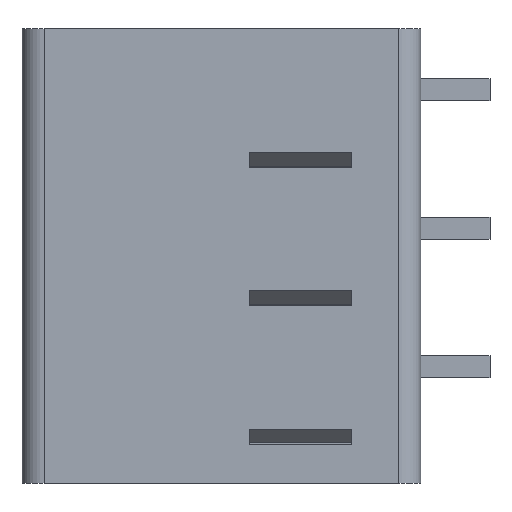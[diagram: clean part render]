
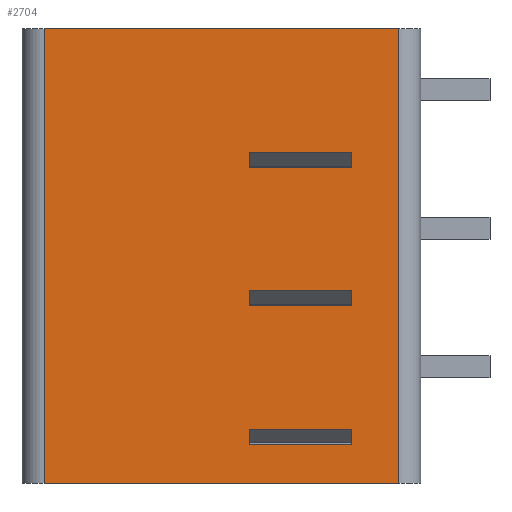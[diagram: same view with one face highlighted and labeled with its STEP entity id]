
A CAD part, left-side view. The second image highlights one B-rep face of the part: STEP entity #2704.
In plain terms, the highlighted planar face has unit normal (-1, 0, 0).
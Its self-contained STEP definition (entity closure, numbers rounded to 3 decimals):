
#22=DIRECTION('',(0.,-1.,0.));
#23=VECTOR('',#22,12.8);
#24=CARTESIAN_POINT('',(-6.75,6.4,-13.9));
#25=LINE('',#24,#23);
#437=DIRECTION('',(0.,0.,-1.));
#438=VECTOR('',#437,16.4);
#439=CARTESIAN_POINT('',(-6.75,6.4,2.5));
#440=LINE('',#439,#438);
#441=DIRECTION('',(0.,0.,-1.));
#442=VECTOR('',#441,16.4);
#443=CARTESIAN_POINT('',(-6.75,-6.4,2.5));
#444=LINE('',#443,#442);
#445=DIRECTION('',(0.,0.,-1.));
#446=VECTOR('',#445,0.55);
#447=CARTESIAN_POINT('',(-6.75,-1.,-1.95));
#448=LINE('',#447,#446);
#449=DIRECTION('',(0.,1.,0.));
#450=VECTOR('',#449,3.7);
#451=CARTESIAN_POINT('',(-6.75,-4.7,-2.5));
#452=LINE('',#451,#450);
#453=DIRECTION('',(0.,0.,-1.));
#454=VECTOR('',#453,0.55);
#455=CARTESIAN_POINT('',(-6.75,-4.7,-1.95));
#456=LINE('',#455,#454);
#457=DIRECTION('',(0.,1.,0.));
#458=VECTOR('',#457,3.7);
#459=CARTESIAN_POINT('',(-6.75,-4.7,-1.95));
#460=LINE('',#459,#458);
#461=DIRECTION('',(0.,0.,1.));
#462=VECTOR('',#461,0.55);
#463=CARTESIAN_POINT('',(-6.75,-1.,-7.5));
#464=LINE('',#463,#462);
#465=DIRECTION('',(0.,1.,0.));
#466=VECTOR('',#465,3.7);
#467=CARTESIAN_POINT('',(-6.75,-4.7,-7.5));
#468=LINE('',#467,#466);
#469=DIRECTION('',(0.,0.,1.));
#470=VECTOR('',#469,0.55);
#471=CARTESIAN_POINT('',(-6.75,-4.7,-7.5));
#472=LINE('',#471,#470);
#473=DIRECTION('',(0.,1.,0.));
#474=VECTOR('',#473,3.7);
#475=CARTESIAN_POINT('',(-6.75,-4.7,-6.95));
#476=LINE('',#475,#474);
#477=DIRECTION('',(0.,0.,1.));
#478=VECTOR('',#477,0.55);
#479=CARTESIAN_POINT('',(-6.75,-1.,-12.5));
#480=LINE('',#479,#478);
#481=DIRECTION('',(0.,1.,0.));
#482=VECTOR('',#481,3.7);
#483=CARTESIAN_POINT('',(-6.75,-4.7,-12.5));
#484=LINE('',#483,#482);
#485=DIRECTION('',(0.,0.,1.));
#486=VECTOR('',#485,0.55);
#487=CARTESIAN_POINT('',(-6.75,-4.7,-12.5));
#488=LINE('',#487,#486);
#489=DIRECTION('',(0.,1.,0.));
#490=VECTOR('',#489,3.7);
#491=CARTESIAN_POINT('',(-6.75,-4.7,-11.95));
#492=LINE('',#491,#490);
#525=DIRECTION('',(0.,-1.,0.));
#526=VECTOR('',#525,12.8);
#527=CARTESIAN_POINT('',(-6.75,6.4,2.5));
#528=LINE('',#527,#526);
#1879=CARTESIAN_POINT('',(-6.75,6.4,-13.9));
#1881=VERTEX_POINT('',#1879);
#1885=CARTESIAN_POINT('',(-6.75,6.4,2.5));
#1886=VERTEX_POINT('',#1885);
#1896=CARTESIAN_POINT('',(-6.75,-6.4,-13.9));
#1898=VERTEX_POINT('',#1896);
#1899=CARTESIAN_POINT('',(-6.75,-6.4,2.5));
#1900=VERTEX_POINT('',#1899);
#2005=CARTESIAN_POINT('',(-6.75,-1.,-1.95));
#2006=CARTESIAN_POINT('',(-6.75,-1.,-2.5));
#2007=VERTEX_POINT('',#2005);
#2008=VERTEX_POINT('',#2006);
#2009=CARTESIAN_POINT('',(-6.75,-4.7,-1.95));
#2010=CARTESIAN_POINT('',(-6.75,-4.7,-2.5));
#2011=VERTEX_POINT('',#2009);
#2012=VERTEX_POINT('',#2010);
#2091=CARTESIAN_POINT('',(-6.75,-1.,-7.5));
#2092=CARTESIAN_POINT('',(-6.75,-1.,-6.95));
#2093=VERTEX_POINT('',#2091);
#2094=VERTEX_POINT('',#2092);
#2095=CARTESIAN_POINT('',(-6.75,-4.7,-7.5));
#2096=CARTESIAN_POINT('',(-6.75,-4.7,-6.95));
#2097=VERTEX_POINT('',#2095);
#2098=VERTEX_POINT('',#2096);
#2165=CARTESIAN_POINT('',(-6.75,-1.,-12.5));
#2166=CARTESIAN_POINT('',(-6.75,-1.,-11.95));
#2167=VERTEX_POINT('',#2165);
#2168=VERTEX_POINT('',#2166);
#2169=CARTESIAN_POINT('',(-6.75,-4.7,-12.5));
#2170=CARTESIAN_POINT('',(-6.75,-4.7,-11.95));
#2171=VERTEX_POINT('',#2169);
#2172=VERTEX_POINT('',#2170);
#2662=CARTESIAN_POINT('',(-6.75,7.2,-13.9));
#2663=DIRECTION('',(-1.,0.,0.));
#2664=DIRECTION('',(0.,-1.,0.));
#2665=AXIS2_PLACEMENT_3D('',#2662,#2663,#2664);
#2666=PLANE('',#2665);
#2667=ORIENTED_EDGE('',*,*,#2381,.F.);
#2669=ORIENTED_EDGE('',*,*,#2668,.T.);
#2670=ORIENTED_EDGE('',*,*,#2654,.T.);
#2671=ORIENTED_EDGE('',*,*,#2354,.F.);
#2672=EDGE_LOOP('',(#2667,#2669,#2670,#2671));
#2673=FACE_OUTER_BOUND('',#2672,.F.);
#2675=ORIENTED_EDGE('',*,*,#2674,.T.);
#2677=ORIENTED_EDGE('',*,*,#2676,.F.);
#2679=ORIENTED_EDGE('',*,*,#2678,.F.);
#2681=ORIENTED_EDGE('',*,*,#2680,.T.);
#2682=EDGE_LOOP('',(#2675,#2677,#2679,#2681));
#2683=FACE_BOUND('',#2682,.F.);
#2685=ORIENTED_EDGE('',*,*,#2684,.F.);
#2687=ORIENTED_EDGE('',*,*,#2686,.F.);
#2689=ORIENTED_EDGE('',*,*,#2688,.T.);
#2691=ORIENTED_EDGE('',*,*,#2690,.T.);
#2692=EDGE_LOOP('',(#2685,#2687,#2689,#2691));
#2693=FACE_BOUND('',#2692,.F.);
#2695=ORIENTED_EDGE('',*,*,#2694,.F.);
#2697=ORIENTED_EDGE('',*,*,#2696,.F.);
#2699=ORIENTED_EDGE('',*,*,#2698,.T.);
#2701=ORIENTED_EDGE('',*,*,#2700,.T.);
#2702=EDGE_LOOP('',(#2695,#2697,#2699,#2701));
#2703=FACE_BOUND('',#2702,.F.);
#2354=EDGE_CURVE('',#1881,#1898,#25,.T.);
#2381=EDGE_CURVE('',#1886,#1881,#440,.T.);
#2654=EDGE_CURVE('',#1900,#1898,#444,.T.);
#2668=EDGE_CURVE('',#1886,#1900,#528,.T.);
#2674=EDGE_CURVE('',#2007,#2008,#448,.T.);
#2676=EDGE_CURVE('',#2012,#2008,#452,.T.);
#2678=EDGE_CURVE('',#2011,#2012,#456,.T.);
#2680=EDGE_CURVE('',#2011,#2007,#460,.T.);
#2684=EDGE_CURVE('',#2093,#2094,#464,.T.);
#2686=EDGE_CURVE('',#2097,#2093,#468,.T.);
#2688=EDGE_CURVE('',#2097,#2098,#472,.T.);
#2690=EDGE_CURVE('',#2098,#2094,#476,.T.);
#2694=EDGE_CURVE('',#2167,#2168,#480,.T.);
#2696=EDGE_CURVE('',#2171,#2167,#484,.T.);
#2698=EDGE_CURVE('',#2171,#2172,#488,.T.);
#2700=EDGE_CURVE('',#2172,#2168,#492,.T.);
#2704=ADVANCED_FACE('',(#2673,#2683,#2693,#2703),#2666,.T.);
